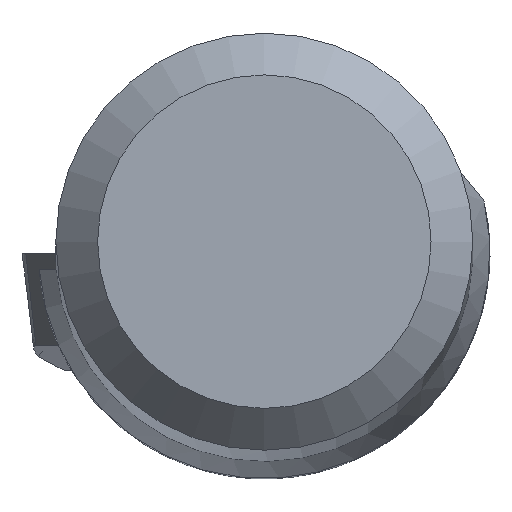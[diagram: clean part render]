
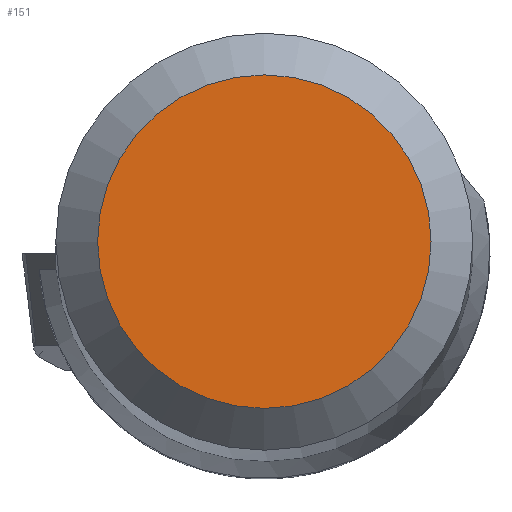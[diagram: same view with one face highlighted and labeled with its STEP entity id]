
A CAD part, top view. The second image highlights one B-rep face of the part: STEP entity #151.
In plain terms, the highlighted planar face has unit normal (0, 0, 1).
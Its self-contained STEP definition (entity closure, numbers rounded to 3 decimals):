
#122=CIRCLE('',#624,1.995);
#151=ADVANCED_FACE('',(#193),#174,.F.);
#174=PLANE('',#625);
#193=FACE_OUTER_BOUND('',#216,.T.);
#216=EDGE_LOOP('',(#346));
#346=ORIENTED_EDGE('',*,*,#499,.T.);
#448=VERTEX_POINT('',#979);
#499=EDGE_CURVE('',#448,#448,#122,.T.);
#624=AXIS2_PLACEMENT_3D('',#978,#712,#713);
#625=AXIS2_PLACEMENT_3D('',#980,#714,#715);
#712=DIRECTION('',(0.,0.,1.));
#713=DIRECTION('',(-1.,0.,0.));
#714=DIRECTION('',(0.,0.,-1.));
#715=DIRECTION('',(-1.,0.,0.));
#978=CARTESIAN_POINT('',(0.,0.,0.));
#979=CARTESIAN_POINT('',(-1.995,0.,0.));
#980=CARTESIAN_POINT('',(-1.5,0.,0.));
